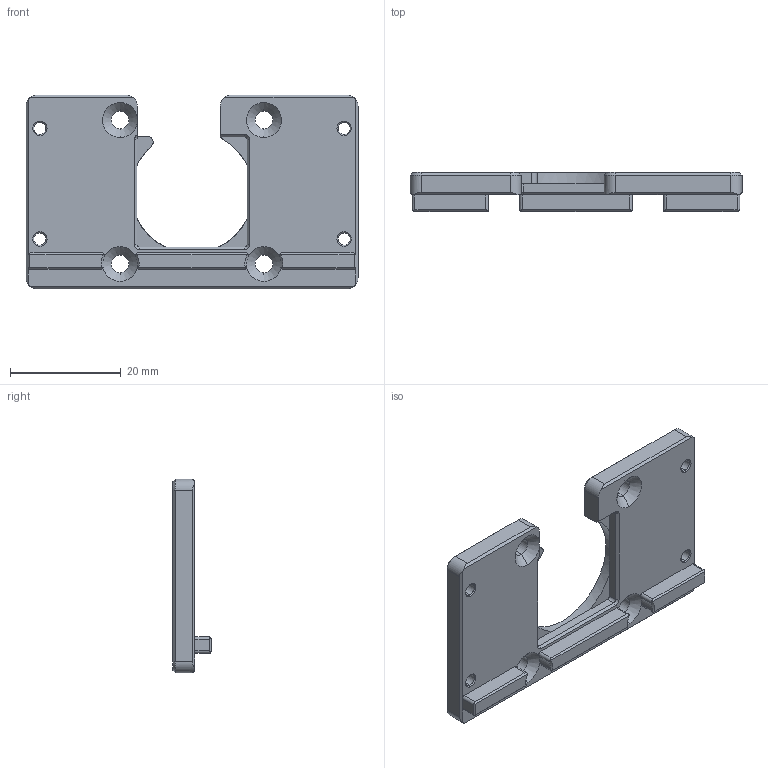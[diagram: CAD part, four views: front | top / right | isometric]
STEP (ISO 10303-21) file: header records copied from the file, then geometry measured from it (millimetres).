
FILE_DESCRIPTION (( 'STEP AP214' ), '1' );
FILE_NAME ('Z-Axis_NEMA14_MotorMount.STEP', '2023-11-05T08:04:26', ( '' ), ( '' ), 'SwSTEP 2.0', 'SolidWorks 2023', '' );
FILE_SCHEMA (( 'AUTOMOTIVE_DESIGN' ));
Length unit declared in the file: millimetre
Products named in the file (1): Z-Axis_NEMA14_MotorMount
Bounding box: 60 x 7 x 35 mm (x, y, z)
Volume: 6494.1 mm3; surface area: 4587.7 mm2
Topology: 1 solids, 1 shells, 141 faces, 363 edges, 221 vertices
Faces by surface type: plane 57, cylinder 46, cone 38
Entity records: 4334 total; most frequent: CARTESIAN_POINT 887, DIRECTION 727, ORIENTED_EDGE 726, EDGE_CURVE 363, AXIS2_PLACEMENT_3D 269, VERTEX_POINT 221, LINE 189, VECTOR 189
